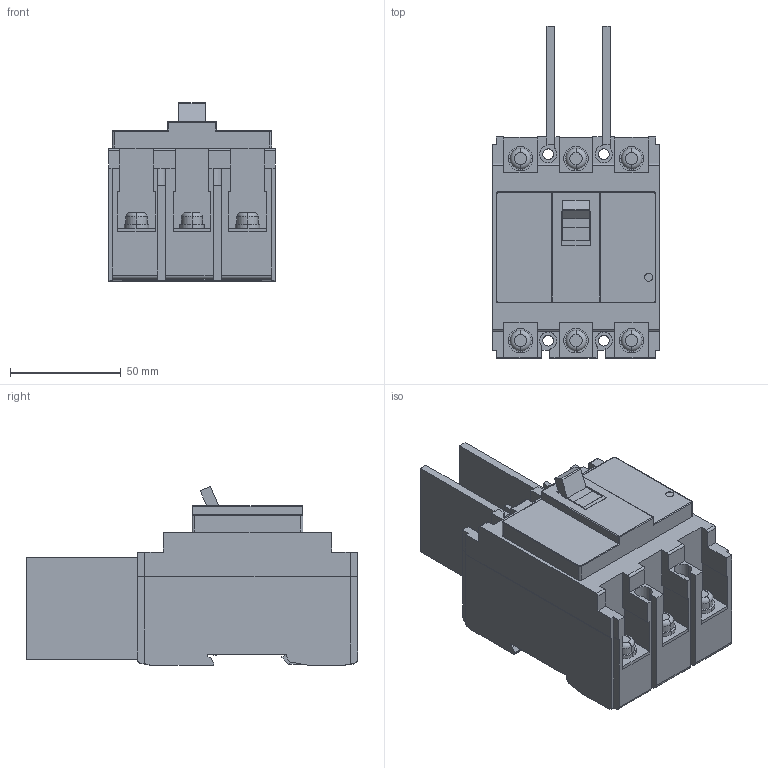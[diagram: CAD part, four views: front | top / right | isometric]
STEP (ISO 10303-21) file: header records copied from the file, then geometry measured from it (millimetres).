
FILE_DESCRIPTION(('CoCreate Modeling STEP Export'),'2;1');
FILE_NAME('Ｅ１００ＮＦ３Ｆ.stp','2016-03-23T13:26:00',(''),(''),'CoCreate Modeling STEP processor for AP214 (Solid Model)','CoCreate Modeling 17.0 01-Apr-2010 (C) Parametric Technology GmbH','');
FILE_SCHEMA(('AUTOMOTIVE_DESIGN { 1 0 10303 214 1 1 1 1 }'));
Length unit declared in the file: millimetre
Products named in the file (7): P1; P4; P5.2; P3; P6.5; P2; Ｅ１００ＮＦ３Ｆ
Assembly tree (16 placements, depth 2):
  Ｅ１００ＮＦ３Ｆ
    P2  x3
    P5.2  x3
    P6.5  x6
    P4  x2
    P3
    P1
Bounding box: 75 x 149.5 x 80.5 mm (x, y, z)
Volume: 414949.8 mm3; surface area: 70165 mm2
Topology: 16 solids, 16 shells, 412 faces, 1056 edges, 687 vertices
Faces by surface type: plane 255, cylinder 135, torus 16, sphere 6
Entity records: 9400 total; most frequent: ORIENTED_EDGE 1712, CARTESIAN_POINT 1571, DIRECTION 1418, EDGE_CURVE 856, VECTOR 602, LINE 602, VERTEX_POINT 561, AXIS2_PLACEMENT_3D 408
